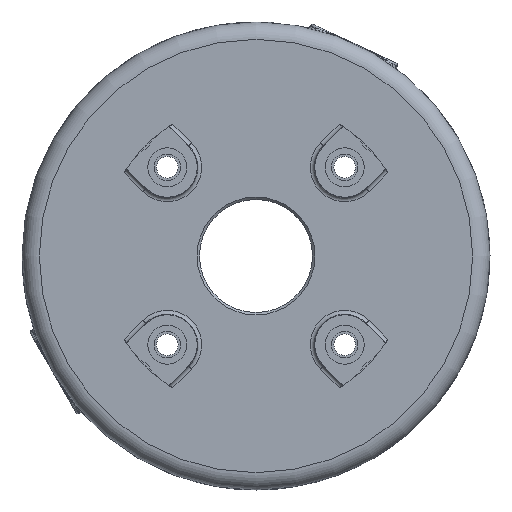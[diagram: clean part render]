
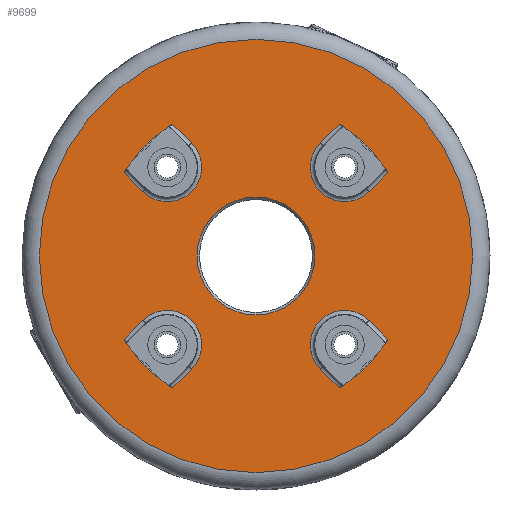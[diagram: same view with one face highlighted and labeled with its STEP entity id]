
A CAD part, left-side view. The second image highlights one B-rep face of the part: STEP entity #9699.
In plain terms, the highlighted planar face has unit normal (-1, 0, 0).
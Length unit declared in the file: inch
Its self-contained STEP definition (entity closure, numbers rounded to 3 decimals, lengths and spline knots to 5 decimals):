
#395=FACE_BOUND('',#1775,.T.);
#396=FACE_BOUND('',#1776,.T.);
#397=FACE_BOUND('',#1777,.T.);
#398=FACE_BOUND('',#1778,.T.);
#399=FACE_BOUND('',#1779,.T.);
#507=PLANE('',#10947);
#1108=FACE_OUTER_BOUND('',#1774,.T.);
#1774=EDGE_LOOP('',(#8723));
#1775=EDGE_LOOP('',(#8724,#8725,#8726,#8727));
#1776=EDGE_LOOP('',(#8728,#8729,#8730,#8731));
#1777=EDGE_LOOP('',(#8732,#8733,#8734,#8735));
#1778=EDGE_LOOP('',(#8736,#8737,#8738,#8739));
#1779=EDGE_LOOP('',(#8740));
#2304=CIRCLE('',#9795,2.25);
#2308=CIRCLE('',#9802,2.25);
#2312=CIRCLE('',#9809,2.25);
#2337=CIRCLE('',#9845,2.25);
#2989=CIRCLE('',#10943,0.4975);
#2991=CIRCLE('',#10946,0.4975);
#2992=CIRCLE('',#10948,3.125);
#2993=CIRCLE('',#10949,0.4975);
#2994=CIRCLE('',#10950,0.4975);
#2995=CIRCLE('',#10951,0.85);
#3031=LINE('',#14059,#3346);
#3032=LINE('',#14063,#3347);
#3037=LINE('',#14087,#3352);
#3038=LINE('',#14091,#3353);
#3320=LINE('',#24352,#3635);
#3321=LINE('',#24356,#3636);
#3323=LINE('',#24362,#3638);
#3325=LINE('',#24374,#3640);
#3346=VECTOR('',#11193,0.3937);
#3347=VECTOR('',#11198,0.3937);
#3352=VECTOR('',#11229,0.3937);
#3353=VECTOR('',#11234,0.3937);
#3635=VECTOR('',#13632,0.3937);
#3636=VECTOR('',#13637,0.3937);
#3638=VECTOR('',#13645,0.3937);
#3640=VECTOR('',#13663,0.3937);
#3650=VERTEX_POINT('',#13841);
#3651=VERTEX_POINT('',#13852);
#3660=VERTEX_POINT('',#13880);
#3661=VERTEX_POINT('',#13891);
#3670=VERTEX_POINT('',#13919);
#3671=VERTEX_POINT('',#13930);
#3701=VERTEX_POINT('',#14016);
#3702=VERTEX_POINT('',#14027);
#3706=VERTEX_POINT('',#14058);
#3707=VERTEX_POINT('',#14062);
#3713=VERTEX_POINT('',#14086);
#3714=VERTEX_POINT('',#14090);
#4501=VERTEX_POINT('',#24350);
#4502=VERTEX_POINT('',#24354);
#4503=VERTEX_POINT('',#24360);
#4504=VERTEX_POINT('',#24366);
#4505=VERTEX_POINT('',#24372);
#4506=VERTEX_POINT('',#24377);
#4529=EDGE_CURVE('',#3650,#3651,#2304,.T.);
#4539=EDGE_CURVE('',#3660,#3661,#2308,.T.);
#4549=EDGE_CURVE('',#3670,#3671,#2312,.T.);
#4588=EDGE_CURVE('',#3701,#3702,#2337,.T.);
#4599=EDGE_CURVE('',#3671,#3706,#3031,.T.);
#4601=EDGE_CURVE('',#3702,#3707,#3032,.T.);
#4613=EDGE_CURVE('',#3661,#3713,#3037,.T.);
#4615=EDGE_CURVE('',#3651,#3714,#3038,.T.);
#5952=EDGE_CURVE('',#4501,#3701,#3320,.T.);
#5954=EDGE_CURVE('',#4502,#3660,#3321,.T.);
#5957=EDGE_CURVE('',#4503,#3650,#3323,.T.);
#5959=EDGE_CURVE('',#3706,#4504,#2989,.T.);
#5961=EDGE_CURVE('',#3714,#4503,#2991,.T.);
#5962=EDGE_CURVE('',#4505,#4505,#2992,.T.);
#5963=EDGE_CURVE('',#4504,#3670,#3325,.T.);
#5964=EDGE_CURVE('',#3713,#4502,#2993,.T.);
#5965=EDGE_CURVE('',#3707,#4501,#2994,.T.);
#5966=EDGE_CURVE('',#4506,#4506,#2995,.T.);
#8723=ORIENTED_EDGE('',*,*,#5962,.F.);
#8724=ORIENTED_EDGE('',*,*,#5963,.F.);
#8725=ORIENTED_EDGE('',*,*,#5959,.F.);
#8726=ORIENTED_EDGE('',*,*,#4599,.F.);
#8727=ORIENTED_EDGE('',*,*,#4549,.F.);
#8728=ORIENTED_EDGE('',*,*,#5954,.F.);
#8729=ORIENTED_EDGE('',*,*,#5964,.F.);
#8730=ORIENTED_EDGE('',*,*,#4613,.F.);
#8731=ORIENTED_EDGE('',*,*,#4539,.F.);
#8732=ORIENTED_EDGE('',*,*,#5957,.F.);
#8733=ORIENTED_EDGE('',*,*,#5961,.F.);
#8734=ORIENTED_EDGE('',*,*,#4615,.F.);
#8735=ORIENTED_EDGE('',*,*,#4529,.F.);
#8736=ORIENTED_EDGE('',*,*,#4588,.F.);
#8737=ORIENTED_EDGE('',*,*,#5952,.F.);
#8738=ORIENTED_EDGE('',*,*,#5965,.F.);
#8739=ORIENTED_EDGE('',*,*,#4601,.F.);
#8740=ORIENTED_EDGE('',*,*,#5966,.T.);
#9699=ADVANCED_FACE('',(#1108,#395,#396,#397,#398,#399),#507,.T.);
#9795=AXIS2_PLACEMENT_3D('',#13853,#11046,#11047);
#9802=AXIS2_PLACEMENT_3D('',#13892,#11062,#11063);
#9809=AXIS2_PLACEMENT_3D('',#13931,#11078,#11079);
#9845=AXIS2_PLACEMENT_3D('',#14028,#11160,#11161);
#10943=AXIS2_PLACEMENT_3D('',#24367,#13651,#13652);
#10946=AXIS2_PLACEMENT_3D('',#24370,#13657,#13658);
#10947=AXIS2_PLACEMENT_3D('',#24371,#13659,#13660);
#10948=AXIS2_PLACEMENT_3D('',#24373,#13661,#13662);
#10949=AXIS2_PLACEMENT_3D('',#24375,#13664,#13665);
#10950=AXIS2_PLACEMENT_3D('',#24376,#13666,#13667);
#10951=AXIS2_PLACEMENT_3D('',#24378,#13668,#13669);
#11046=DIRECTION('center_axis',(-1.,0.,0.));
#11047=DIRECTION('ref_axis',(0.,1.,0.));
#11062=DIRECTION('center_axis',(-1.,0.,0.));
#11063=DIRECTION('ref_axis',(0.,1.,0.));
#11078=DIRECTION('center_axis',(-1.,0.,0.));
#11079=DIRECTION('ref_axis',(0.,1.,0.));
#11160=DIRECTION('center_axis',(-1.,0.,0.));
#11161=DIRECTION('ref_axis',(0.,1.,0.));
#11193=DIRECTION('',(0.,0.707,0.707));
#11198=DIRECTION('',(0.,-0.707,0.707));
#11229=DIRECTION('',(0.,0.707,-0.707));
#11234=DIRECTION('',(0.,-0.707,-0.707));
#13632=DIRECTION('',(0.,0.707,-0.707));
#13637=DIRECTION('',(0.,-0.707,0.707));
#13645=DIRECTION('',(0.,0.707,0.707));
#13651=DIRECTION('center_axis',(-1.,0.,0.));
#13652=DIRECTION('ref_axis',(0.,0.707,0.707));
#13657=DIRECTION('center_axis',(-1.,0.,0.));
#13658=DIRECTION('ref_axis',(0.,-0.707,-0.707));
#13659=DIRECTION('center_axis',(-1.,0.,0.));
#13660=DIRECTION('ref_axis',(0.,0.,1.));
#13661=DIRECTION('center_axis',(1.,0.,0.));
#13662=DIRECTION('ref_axis',(0.,1.,0.));
#13663=DIRECTION('',(0.,-0.707,-0.707));
#13664=DIRECTION('center_axis',(-1.,0.,0.));
#13665=DIRECTION('ref_axis',(0.,0.707,-0.707));
#13666=DIRECTION('center_axis',(-1.,0.,0.));
#13667=DIRECTION('ref_axis',(0.,-0.707,0.707));
#13668=DIRECTION('center_axis',(1.,0.,0.));
#13669=DIRECTION('ref_axis',(0.,1.,0.));
#13841=CARTESIAN_POINT('',(0.,1.19983,1.9034));
#13852=CARTESIAN_POINT('',(0.,1.9034,1.19983));
#13853=CARTESIAN_POINT('Origin',(0.,0.,0.));
#13880=CARTESIAN_POINT('',(0.,-1.9034,1.19983));
#13891=CARTESIAN_POINT('',(0.,-1.19983,1.9034));
#13892=CARTESIAN_POINT('Origin',(0.,0.,0.));
#13919=CARTESIAN_POINT('',(0.,-1.19983,-1.9034));
#13930=CARTESIAN_POINT('',(0.,-1.9034,-1.19983));
#13931=CARTESIAN_POINT('Origin',(0.,0.,0.));
#14016=CARTESIAN_POINT('',(0.,1.9034,-1.19983));
#14027=CARTESIAN_POINT('',(0.,1.19983,-1.9034));
#14028=CARTESIAN_POINT('Origin',(0.,0.,0.));
#14058=CARTESIAN_POINT('',(0.,-1.63165,-0.92808));
#14059=CARTESIAN_POINT('',(0.,-0.49484,0.20873));
#14062=CARTESIAN_POINT('',(0.,0.92808,-1.63165));
#14063=CARTESIAN_POINT('',(0.,0.78502,-1.48859));
#14086=CARTESIAN_POINT('',(0.,-0.92808,1.63165));
#14087=CARTESIAN_POINT('',(0.,0.20873,0.49484));
#14090=CARTESIAN_POINT('',(0.,1.63165,0.92808));
#14091=CARTESIAN_POINT('',(0.,1.48859,0.78502));
#24350=CARTESIAN_POINT('',(0.,1.63165,-0.92808));
#24352=CARTESIAN_POINT('',(0.,1.89798,-1.19441));
#24354=CARTESIAN_POINT('',(0.,-1.63165,0.92808));
#24356=CARTESIAN_POINT('',(0.,-0.90423,0.20066));
#24360=CARTESIAN_POINT('',(0.,0.92808,1.63165));
#24362=CARTESIAN_POINT('',(0.,1.19441,1.89798));
#24366=CARTESIAN_POINT('',(0.,-0.92808,-1.63165));
#24367=CARTESIAN_POINT('Origin',(0.,-1.27986,-1.27986));
#24370=CARTESIAN_POINT('Origin',(0.,1.27986,1.27986));
#24371=CARTESIAN_POINT('Origin',(0.,1.9875,0.));
#24372=CARTESIAN_POINT('',(0.,3.125,0.));
#24373=CARTESIAN_POINT('Origin',(0.,0.,0.));
#24374=CARTESIAN_POINT('',(0.,-0.20066,-0.90423));
#24375=CARTESIAN_POINT('Origin',(0.,-1.27986,1.27986));
#24376=CARTESIAN_POINT('Origin',(0.,1.27986,-1.27986));
#24377=CARTESIAN_POINT('',(0.,0.85,0.));
#24378=CARTESIAN_POINT('Origin',(0.,0.,0.));
